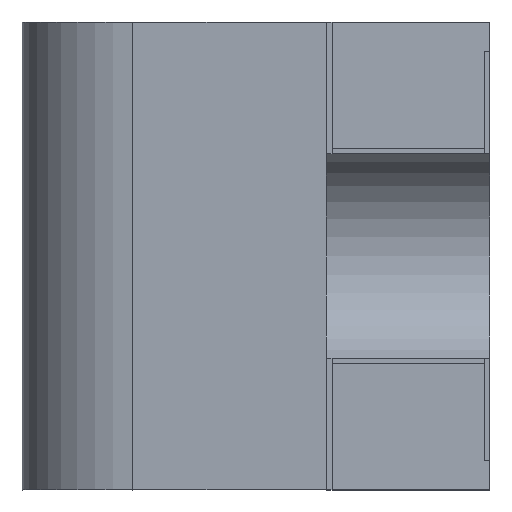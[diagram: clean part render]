
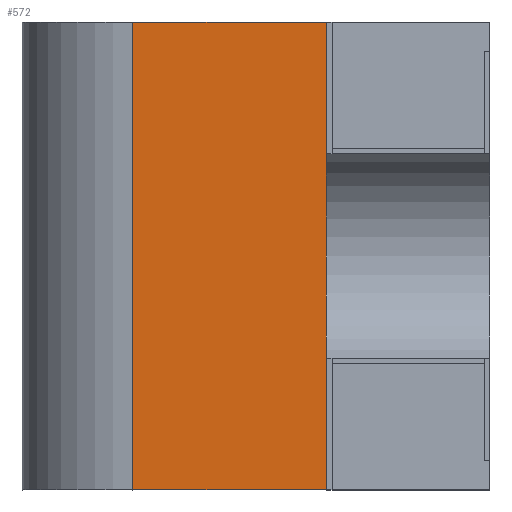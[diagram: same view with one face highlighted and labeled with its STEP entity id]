
A CAD part, left-side view. The second image highlights one B-rep face of the part: STEP entity #572.
In plain terms, the highlighted planar face has unit normal (-0.999, 0.052, 0).
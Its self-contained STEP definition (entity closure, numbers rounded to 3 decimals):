
#30 = PLANE ( 'NONE',  #1750 ) ;
#123 = EDGE_CURVE ( 'NONE', #2058, #1956, #1982, .T. ) ;
#218 = CARTESIAN_POINT ( 'NONE',  ( -0.53, 0.28, -0.4 ) ) ;
#314 = VECTOR ( 'NONE', #395, 1000. ) ;
#395 = DIRECTION ( 'NONE',  ( 0., 0., 1. ) ) ;
#487 = CARTESIAN_POINT ( 'NONE',  ( -0.53, 0.28, -1.581 ) ) ;
#509 = DIRECTION ( 'NONE',  ( -0.999, 0.052, 0. ) ) ;
#535 = DIRECTION ( 'NONE',  ( 0.052, 0.999, 0. ) ) ;
#572 = ADVANCED_FACE ( 'NONE', ( #1855 ), #30, .T. ) ;
#588 = EDGE_CURVE ( 'NONE', #738, #1956, #1903, .T. ) ;
#613 = ORIENTED_EDGE ( 'NONE', *, *, #899, .F. ) ;
#646 = ORIENTED_EDGE ( 'NONE', *, *, #2035, .F. ) ;
#738 = VERTEX_POINT ( 'NONE', #1548 ) ;
#850 = CARTESIAN_POINT ( 'NONE',  ( -0.53, 0.28, 0.4 ) ) ;
#899 = EDGE_CURVE ( 'NONE', #2058, #945, #1748, .T. ) ;
#945 = VERTEX_POINT ( 'NONE', #1183 ) ;
#963 = DIRECTION ( 'NONE',  ( -0.052, -0.999, 0. ) ) ;
#976 = CARTESIAN_POINT ( 'NONE',  ( -0.53, 0.28, -1.581 ) ) ;
#1011 = CARTESIAN_POINT ( 'NONE',  ( -0.53, 0.28, -0.4 ) ) ;
#1016 = ORIENTED_EDGE ( 'NONE', *, *, #588, .F. ) ;
#1090 = DIRECTION ( 'NONE',  ( 0., 0., 1. ) ) ;
#1100 = EDGE_LOOP ( 'NONE', ( #613, #1534, #1016, #646 ) ) ;
#1183 = CARTESIAN_POINT ( 'NONE',  ( -0.513, 0.61, -0.4 ) ) ;
#1301 = LINE ( 'NONE', #1311, #314 ) ;
#1311 = CARTESIAN_POINT ( 'NONE',  ( -0.513, 0.61, -1.581 ) ) ;
#1462 = VECTOR ( 'NONE', #1090, 1000. ) ;
#1478 = VECTOR ( 'NONE', #1820, 1000. ) ;
#1534 = ORIENTED_EDGE ( 'NONE', *, *, #123, .T. ) ;
#1548 = CARTESIAN_POINT ( 'NONE',  ( -0.513, 0.61, 0.4 ) ) ;
#1748 = LINE ( 'NONE', #1011, #1901 ) ;
#1750 = AXIS2_PLACEMENT_3D ( 'NONE', #976, #509, #963 ) ;
#1820 = DIRECTION ( 'NONE',  ( -0.052, -0.999, 0. ) ) ;
#1855 = FACE_OUTER_BOUND ( 'NONE', #1100, .T. ) ;
#1901 = VECTOR ( 'NONE', #535, 1000. ) ;
#1903 = LINE ( 'NONE', #1936, #1478 ) ;
#1936 = CARTESIAN_POINT ( 'NONE',  ( -0.53, 0.28, 0.4 ) ) ;
#1956 = VERTEX_POINT ( 'NONE', #850 ) ;
#1982 = LINE ( 'NONE', #487, #1462 ) ;
#2035 = EDGE_CURVE ( 'NONE', #945, #738, #1301, .T. ) ;
#2058 = VERTEX_POINT ( 'NONE', #218 ) ;
